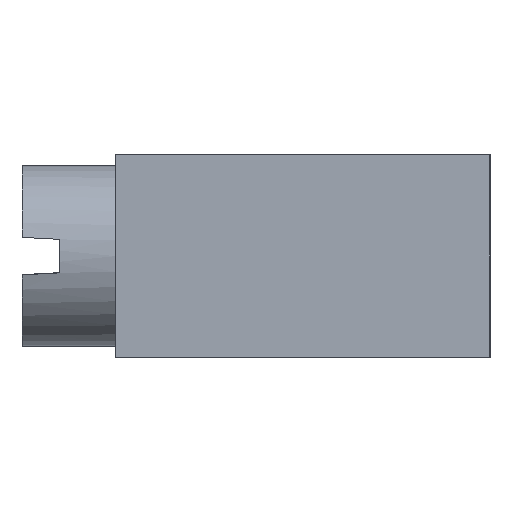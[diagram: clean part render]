
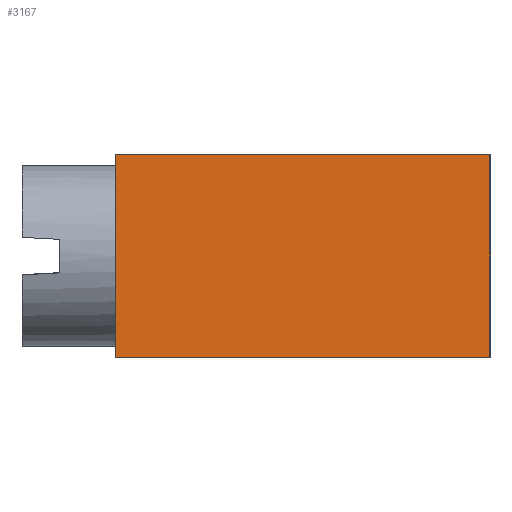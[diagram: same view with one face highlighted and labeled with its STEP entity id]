
A CAD part, left-side view. The second image highlights one B-rep face of the part: STEP entity #3167.
In plain terms, the highlighted planar face has unit normal (-1, 0, 0).
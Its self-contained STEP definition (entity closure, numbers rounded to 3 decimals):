
#163 = VERTEX_POINT ( 'NONE', #788 ) ;
#177 = VERTEX_POINT ( 'NONE', #781 ) ;
#189 = VERTEX_POINT ( 'NONE', #867 ) ;
#217 = VERTEX_POINT ( 'NONE', #896 ) ;
#781 = CARTESIAN_POINT ( 'NONE',  ( 0., 12., 6.5 ) ) ;
#788 = CARTESIAN_POINT ( 'NONE',  ( 0., 0., 0. ) ) ;
#867 = CARTESIAN_POINT ( 'NONE',  ( 0., 12., 0. ) ) ;
#896 = CARTESIAN_POINT ( 'NONE',  ( 0., 0., 6.5 ) ) ;
#1242 = EDGE_LOOP ( 'NONE', ( #2686, #2690, #2701, #2710 ) ) ;
#1499 = AXIS2_PLACEMENT_3D ( 'NONE', #4814, #4845, #4844 ) ;
#2102 = LINE ( 'NONE', #2109, #3033 ) ;
#2103 = DIRECTION ( 'NONE',  ( 0., 0., -1. ) ) ;
#2109 = CARTESIAN_POINT ( 'NONE',  ( 0., 0., 6.5 ) ) ;
#2686 = ORIENTED_EDGE ( 'NONE', *, *, #3722, .T. ) ;
#2690 = ORIENTED_EDGE ( 'NONE', *, *, #3820, .F. ) ;
#2701 = ORIENTED_EDGE ( 'NONE', *, *, #3797, .F. ) ;
#2710 = ORIENTED_EDGE ( 'NONE', *, *, #3210, .T. ) ;
#3001 = VECTOR ( 'NONE', #3643, 1000. ) ;
#3033 = VECTOR ( 'NONE', #2103, 1000. ) ;
#3167 = ADVANCED_FACE ( 'NONE', ( #4828 ), #4856, .F. ) ;
#3210 = EDGE_CURVE ( 'NONE', #177, #189, #3312, .T. ) ;
#3312 = LINE ( 'NONE', #3320, #3899 ) ;
#3320 = CARTESIAN_POINT ( 'NONE',  ( 0., 12., 6.5 ) ) ;
#3362 = DIRECTION ( 'NONE',  ( 0., 0., -1. ) ) ;
#3436 = LINE ( 'NONE', #3448, #3872 ) ;
#3448 = CARTESIAN_POINT ( 'NONE',  ( 0., 0., 0. ) ) ;
#3453 = DIRECTION ( 'NONE',  ( 0., -1., 0. ) ) ;
#3643 = DIRECTION ( 'NONE',  ( 0., -1., 0. ) ) ;
#3651 = CARTESIAN_POINT ( 'NONE',  ( 0., 0., 6.5 ) ) ;
#3668 = LINE ( 'NONE', #3651, #3001 ) ;
#3722 = EDGE_CURVE ( 'NONE', #189, #163, #3436, .T. ) ;
#3797 = EDGE_CURVE ( 'NONE', #177, #217, #3668, .T. ) ;
#3820 = EDGE_CURVE ( 'NONE', #217, #163, #2102, .T. ) ;
#3872 = VECTOR ( 'NONE', #3453, 1000. ) ;
#3899 = VECTOR ( 'NONE', #3362, 1000. ) ;
#4814 = CARTESIAN_POINT ( 'NONE',  ( 0., 0., 6.5 ) ) ;
#4828 = FACE_OUTER_BOUND ( 'NONE', #1242, .T. ) ;
#4844 = DIRECTION ( 'NONE',  ( 0., 0., -1. ) ) ;
#4845 = DIRECTION ( 'NONE',  ( 1., 0., 0. ) ) ;
#4856 = PLANE ( 'NONE',  #1499 ) ;
